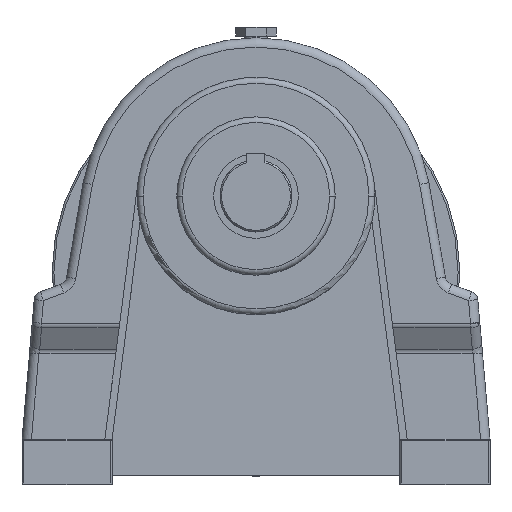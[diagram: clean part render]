
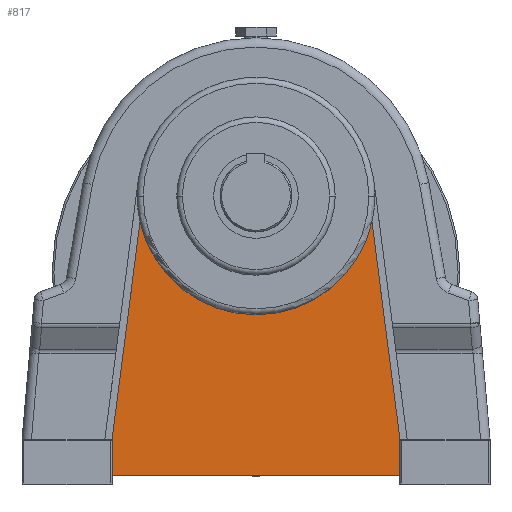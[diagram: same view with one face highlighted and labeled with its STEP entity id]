
A CAD part, top view. The second image highlights one B-rep face of the part: STEP entity #817.
In plain terms, the highlighted planar face has unit normal (0, 0, 1).
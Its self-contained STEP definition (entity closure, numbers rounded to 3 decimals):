
#83 = VERTEX_POINT ( 'NONE', #5978 ) ;
#162 = FACE_OUTER_BOUND ( 'NONE', #982, .T. ) ;
#189 = VERTEX_POINT ( 'NONE', #357 ) ;
#266 = EDGE_CURVE ( 'NONE', #884, #6311, #2117, .T. ) ;
#357 = CARTESIAN_POINT ( 'NONE',  ( -80., -155., -14.022 ) ) ;
#457 = VECTOR ( 'NONE', #6222, 1000. ) ;
#587 = CARTESIAN_POINT ( 'NONE',  ( 80., -135., -14.022 ) ) ;
#668 = LINE ( 'NONE', #728, #6346 ) ;
#728 = CARTESIAN_POINT ( 'NONE',  ( -64.41, -14.398, -14.022 ) ) ;
#797 = VERTEX_POINT ( 'NONE', #1762 ) ;
#817 = ADVANCED_FACE ( 'NONE', ( #162 ), #3040, .T. ) ;
#884 = VERTEX_POINT ( 'NONE', #3688 ) ;
#911 = ORIENTED_EDGE ( 'NONE', *, *, #1550, .T. ) ;
#982 = EDGE_LOOP ( 'NONE', ( #1848, #1818, #4183, #911, #6721, #6329 ) ) ;
#1062 = VECTOR ( 'NONE', #4904, 1000. ) ;
#1288 = EDGE_CURVE ( 'NONE', #83, #189, #4805, .T. ) ;
#1550 = EDGE_CURVE ( 'NONE', #6311, #797, #4384, .T. ) ;
#1762 = CARTESIAN_POINT ( 'NONE',  ( 64.41, -14.398, -14.022 ) ) ;
#1818 = ORIENTED_EDGE ( 'NONE', *, *, #6695, .T. ) ;
#1848 = ORIENTED_EDGE ( 'NONE', *, *, #1288, .T. ) ;
#1911 = EDGE_CURVE ( 'NONE', #797, #6535, #5128, .T. ) ;
#2117 = LINE ( 'NONE', #3660, #457 ) ;
#2189 = DIRECTION ( 'NONE',  ( 0., 0., -1. ) ) ;
#2218 = DIRECTION ( 'NONE',  ( 1., 0., 0. ) ) ;
#2378 = DIRECTION ( 'NONE',  ( -0.128, -0.992, 0. ) ) ;
#2414 = CARTESIAN_POINT ( 'NONE',  ( -80., -155., -14.022 ) ) ;
#2766 = DIRECTION ( 'NONE',  ( -0.128, 0.992, 0. ) ) ;
#2783 = CARTESIAN_POINT ( 'NONE',  ( 0., 0., -14.022 ) ) ;
#3040 = PLANE ( 'NONE',  #6838 ) ;
#3101 = DIRECTION ( 'NONE',  ( 0., 0., 1. ) ) ;
#3167 = DIRECTION ( 'NONE',  ( 1., 0., 0. ) ) ;
#3360 = CARTESIAN_POINT ( 'NONE',  ( -64.41, -14.398, -14.022 ) ) ;
#3660 = CARTESIAN_POINT ( 'NONE',  ( 80., -155., -14.022 ) ) ;
#3688 = CARTESIAN_POINT ( 'NONE',  ( 80., -155., -14.022 ) ) ;
#4046 = CARTESIAN_POINT ( 'NONE',  ( -80., -135., -14.022 ) ) ;
#4183 = ORIENTED_EDGE ( 'NONE', *, *, #266, .T. ) ;
#4384 = LINE ( 'NONE', #587, #4452 ) ;
#4452 = VECTOR ( 'NONE', #2766, 1000. ) ;
#4540 = CARTESIAN_POINT ( 'NONE',  ( 0., 0., -14.022 ) ) ;
#4805 = LINE ( 'NONE', #4046, #1062 ) ;
#4904 = DIRECTION ( 'NONE',  ( 0., -1., 0. ) ) ;
#5091 = LINE ( 'NONE', #2414, #5676 ) ;
#5128 = CIRCLE ( 'NONE', #6745, 66. ) ;
#5292 = EDGE_CURVE ( 'NONE', #6535, #83, #668, .T. ) ;
#5676 = VECTOR ( 'NONE', #6132, 1000. ) ;
#5978 = CARTESIAN_POINT ( 'NONE',  ( -80., -135., -14.022 ) ) ;
#6132 = DIRECTION ( 'NONE',  ( 1., 0., 0. ) ) ;
#6222 = DIRECTION ( 'NONE',  ( 0., 1., 0. ) ) ;
#6311 = VERTEX_POINT ( 'NONE', #6325 ) ;
#6325 = CARTESIAN_POINT ( 'NONE',  ( 80., -135., -14.022 ) ) ;
#6329 = ORIENTED_EDGE ( 'NONE', *, *, #5292, .T. ) ;
#6346 = VECTOR ( 'NONE', #2378, 1000. ) ;
#6535 = VERTEX_POINT ( 'NONE', #3360 ) ;
#6695 = EDGE_CURVE ( 'NONE', #189, #884, #5091, .T. ) ;
#6721 = ORIENTED_EDGE ( 'NONE', *, *, #1911, .T. ) ;
#6745 = AXIS2_PLACEMENT_3D ( 'NONE', #2783, #2189, #2218 ) ;
#6838 = AXIS2_PLACEMENT_3D ( 'NONE', #4540, #3101, #3167 ) ;
